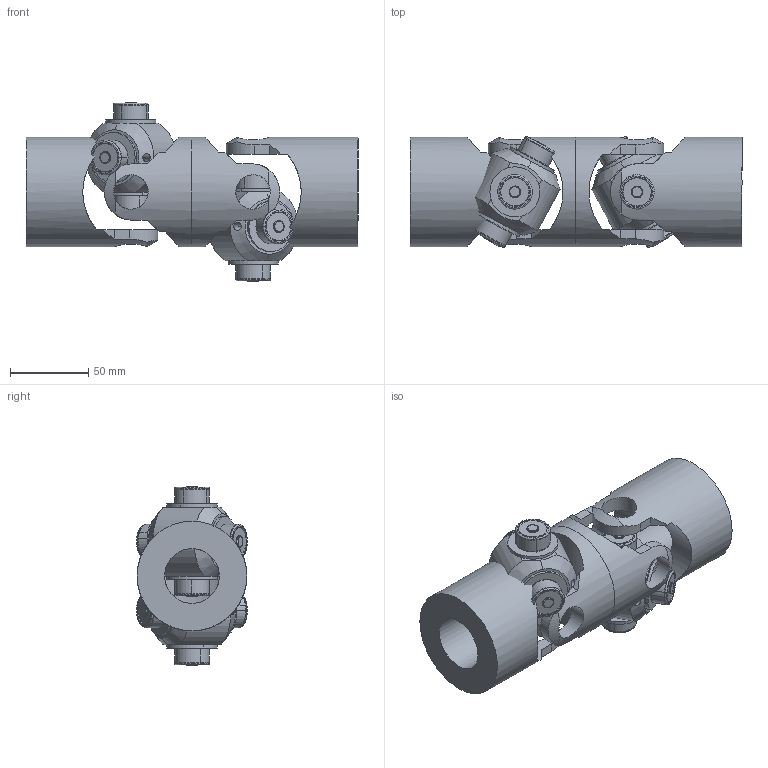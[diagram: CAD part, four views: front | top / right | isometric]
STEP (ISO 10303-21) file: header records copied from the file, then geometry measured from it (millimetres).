
FILE_DESCRIPTION(/* description */ ('Alibre Inc.'),/* implementation_level */ '2;1');
FILE_NAME(/* name */ 'export0',/* time_stamp */ '2012-08-13T16:20:01+02:00',/* author */ (''),/* organization */ (''),/* preprocessor_version */ 'ST-DEVELOPER v12',/* originating_system */ 'Alibre',/* authorisation */ '');
FILE_SCHEMA (('CONFIG_CONTROL_DESIGN'));
Length unit declared in the file: millimetre
Products named in the file (5): ID_1
Bounding box: 212 x 70.83 x 114.3 mm (x, y, z)
Volume: 562063.4 mm3; surface area: 148264.8 mm2
Topology: 22 solids, 22 shells, 470 faces, 1064 edges, 672 vertices
Faces by surface type: cylinder 194, plane 132, torus 80, cone 64
Full cylindrical faces by diameter (mm): 22 x8, 35 x2, 70 x4
Entity records: 8376 total; most frequent: CARTESIAN_POINT 2167, DIRECTION 1165, ORIENTED_EDGE 1150, EDGE_CURVE 575, AXIS2_PLACEMENT_3D 545, VERTEX_POINT 370, EDGE_LOOP 313, FACE_BOUND 313
